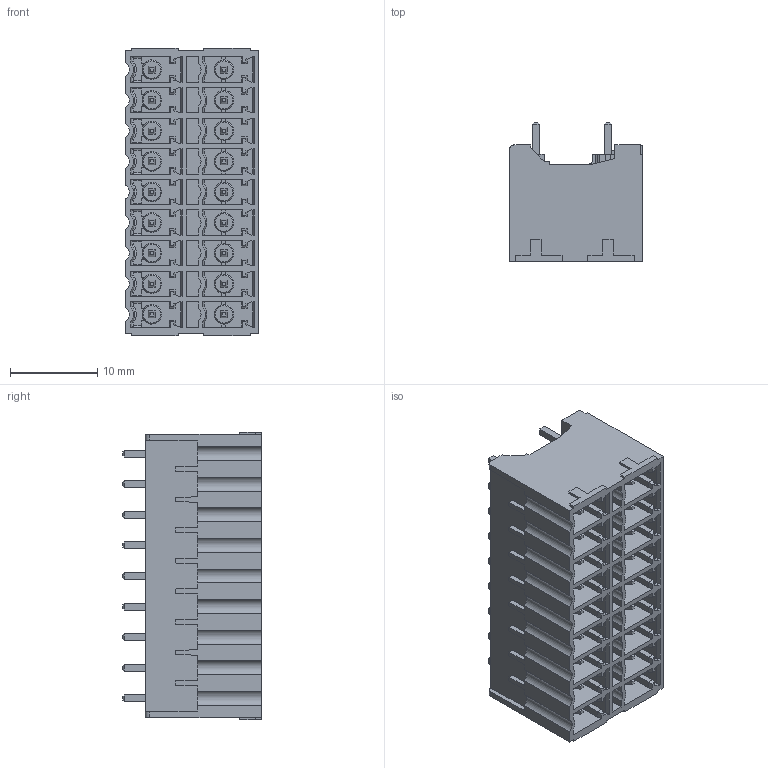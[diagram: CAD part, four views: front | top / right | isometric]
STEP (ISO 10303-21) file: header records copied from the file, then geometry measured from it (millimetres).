
FILE_DESCRIPTION((''),'2;1');
FILE_NAME('1','2024-09-10T14:03:44',('sheji109'),(''),'CREO PARAMETRIC BY PTC INC, 2018100','CREO PARAMETRIC BY PTC INC, 2018100','');
FILE_SCHEMA(('CONFIG_CONTROL_DESIGN'));
Length unit declared in the file: millimetre
Products named in the file (1): 1
Bounding box: 15.2 x 15.9 x 32.9 mm (x, y, z)
Volume: 3839.8 mm3; surface area: 6149.3 mm2
Topology: 1 solids, 1 shells, 1833 faces, 4979 edges, 3211 vertices
Faces by surface type: plane 1471, cylinder 200, cone 135, bspline 18, torus 9
Entity records: 58004 total; most frequent: CARTESIAN_POINT 12270, ORIENTED_EDGE 9958, DIRECTION 8698, EDGE_CURVE 4979, VECTOR 4148, LINE 4148, VERTEX_POINT 3211, AXIS2_PLACEMENT_3D 2275
